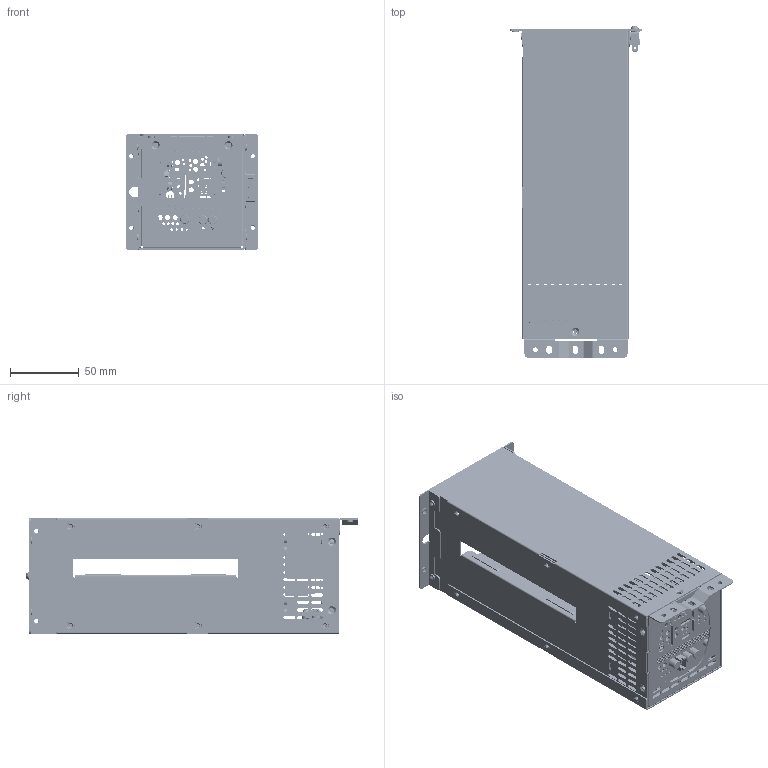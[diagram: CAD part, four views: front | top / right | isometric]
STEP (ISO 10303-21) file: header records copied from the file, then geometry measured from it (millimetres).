
FILE_DESCRIPTION((''),'2;1');
FILE_NAME('R2A-DVXXXX-NB_ASM_ASM','2020-09-29T',('IPC56'),(''),'PRO/ENGINEER BY PARAMETRIC TECHNOLOGY CORPORATION, 2010480','PRO/ENGINEER BY PARAMETRIC TECHNOLOGY CORPORATION, 2010480','');
FILE_SCHEMA(('CONFIG_CONTROL_DESIGN','SHAPE_APPEARANCE_LAYERS_GROUPS'));
Products named in the file (22): R2D-DVXXXX-NBKUANG1_23; R2D-DVXXXX-NBKUANG2_1; BIANTIAO3_1; BIANTIAO-BIAOZHUNPIN_3; QICHUGAIGUAN_1; E_Y_18; B_Y_2; A_Y_1; R2D-D1XXXX-NB50PINDUBANGPIAN_Y_; C_Y_1; FCIZUOZI_Y_1; SRP0519_Y_1; BCL1_Y_1; BCL2_Y_1; BDL1_Y_1; LUOSI-4_3; BEIBAN-07-03_ASM_11_ASM; R2A-DVXXXX-NB_ASM_182_ASM; HOUGAI0425; ZHUZI04; HOUGAIZUHE_ASM; R2A-DVXXXX-NB_ASM_ASM
Assembly tree (34 placements, depth 4):
  R2A-DVXXXX-NB_ASM_ASM
    R2A-DVXXXX-NB_ASM_182_ASM
      R2D-DVXXXX-NBKUANG1_23
      R2D-DVXXXX-NBKUANG2_1
      BIANTIAO3_1
      BIANTIAO-BIAOZHUNPIN_3  x2
      QICHUGAIGUAN_1
      BEIBAN-07-03_ASM_11_ASM
        E_Y_18
        B_Y_2
        A_Y_1  x2
        R2D-D1XXXX-NB50PINDUBANGPIAN_Y_  x2
        C_Y_1  x2
        FCIZUOZI_Y_1  x2
        SRP0519_Y_1  x2
        BCL1_Y_1
        BCL2_Y_1
        BDL1_Y_1  x2
        LUOSI-4_3  x4
    HOUGAIZUHE_ASM
      HOUGAI0425
      ZHUZI04  x4
Bounding box: 96.5 x 241.5 x 84 mm (x, y, z)
Surface area: 235821.4 mm2 (no closed solid volume)
Topology: 0 solids, 69 shells, 9127 faces, 23036 edges, 14347 vertices
Faces by surface type: plane 4300, cylinder 2397, torus 1062, revolution 708, extrusion 494, cone 86, bspline 80
Entity records: 243324 total; most frequent: CARTESIAN_POINT 71394, ORIENTED_EDGE 30912, DIRECTION 27876, EDGE_CURVE 15503, VERTEX_POINT 9765, AXIS2_PLACEMENT_3D 9468, VECTOR 8374, LINE 7951
